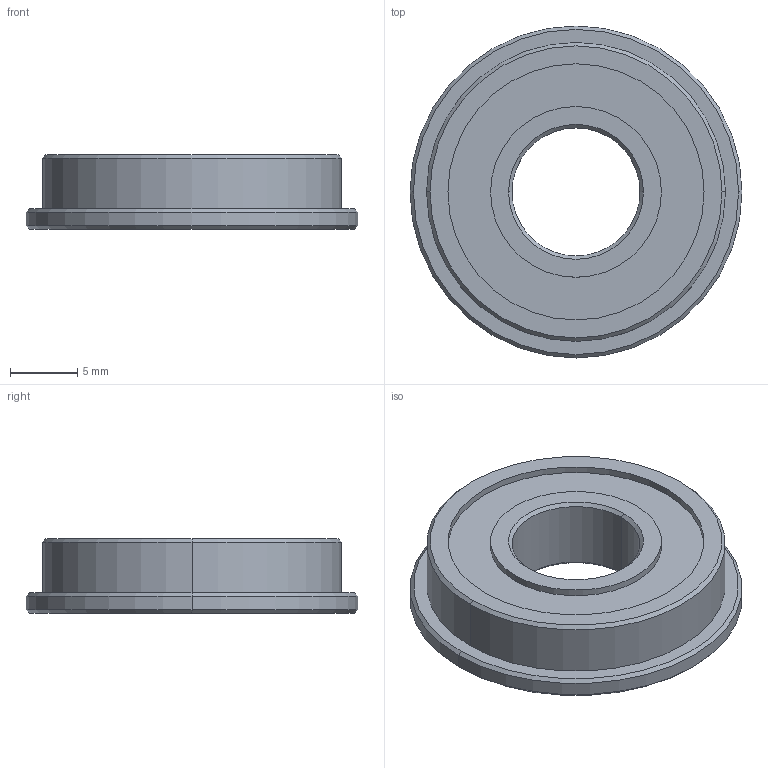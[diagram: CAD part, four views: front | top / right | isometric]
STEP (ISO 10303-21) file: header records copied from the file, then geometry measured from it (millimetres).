
FILE_DESCRIPTION (( 'STEP AP214' ), '1' );
FILE_NAME ('am-0027 FR6 Bearing REV2.STEP', '2018-05-31T19:53:28', ( '' ), ( '' ), 'SwSTEP 2.0', 'SolidWorks 2017', '' );
FILE_SCHEMA (( 'AUTOMOTIVE_DESIGN' ));
Length unit declared in the file: millimetre
Products named in the file (1): am-0027 FR6 Bearing REV2
Bounding box: 24.69 x 24.69 x 5.54 mm (x, y, z)
Volume: 1721.9 mm3; surface area: 1437.9 mm2
Topology: 1 solids, 1 shells, 31 faces, 62 edges, 38 vertices
Faces by surface type: cylinder 14, cone 10, plane 7
Entity records: 852 total; most frequent: DIRECTION 164, CARTESIAN_POINT 132, ORIENTED_EDGE 124, AXIS2_PLACEMENT_3D 70, EDGE_CURVE 62, VERTEX_POINT 38, CIRCLE 38, EDGE_LOOP 38
